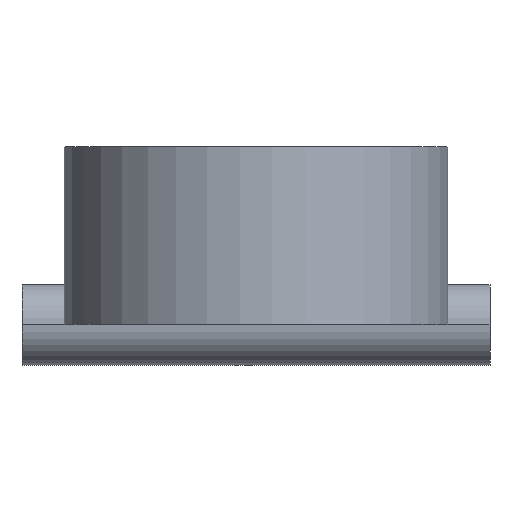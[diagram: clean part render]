
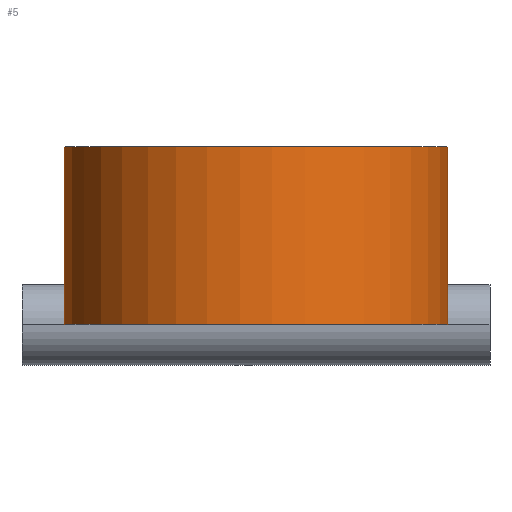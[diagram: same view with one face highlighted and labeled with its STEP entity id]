
A CAD part, top view. The second image highlights one B-rep face of the part: STEP entity #5.
In plain terms, the highlighted cylindrical face has radius 11.897 mm (diameter 23.794 mm), a partial arc.
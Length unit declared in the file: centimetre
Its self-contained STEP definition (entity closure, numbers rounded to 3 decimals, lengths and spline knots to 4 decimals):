
#5 = ADVANCED_FACE ( 'NONE', ( #380 ), #52, .T. ) ;
#6 = AXIS2_PLACEMENT_3D ( 'NONE', #78, #318, #145 ) ;
#17 = DIRECTION ( 'NONE',  ( 0., -1., 0. ) ) ;
#31 = VERTEX_POINT ( 'NONE', #353 ) ;
#37 = DIRECTION ( 'NONE',  ( 0., 0., 1. ) ) ;
#40 = CARTESIAN_POINT ( 'NONE',  ( 1., 1.1, 0.9182 ) ) ;
#43 = CARTESIAN_POINT ( 'NONE',  ( -1., 1.1, 0.9182 ) ) ;
#44 = EDGE_CURVE ( 'NONE', #221, #31, #72, .T. ) ;
#52 = CYLINDRICAL_SURFACE ( 'NONE', #6, 1.1897 ) ;
#62 = AXIS2_PLACEMENT_3D ( 'NONE', #118, #178, #89 ) ;
#66 = EDGE_CURVE ( 'NONE', #31, #209, #190, .T. ) ;
#67 = VECTOR ( 'NONE', #138, 100. ) ;
#69 = EDGE_CURVE ( 'NONE', #204, #209, #226, .T. ) ;
#72 = LINE ( 'NONE', #43, #241 ) ;
#78 = CARTESIAN_POINT ( 'NONE',  ( 0., 1.1, 1.5628 ) ) ;
#82 = ORIENTED_EDGE ( 'NONE', *, *, #44, .T. ) ;
#89 = DIRECTION ( 'NONE',  ( 0., 0., 1. ) ) ;
#95 = ORIENTED_EDGE ( 'NONE', *, *, #217, .F. ) ;
#118 = CARTESIAN_POINT ( 'NONE',  ( 0., 1.1, 1.5628 ) ) ;
#135 = CARTESIAN_POINT ( 'NONE',  ( 0., 0., 1.5628 ) ) ;
#138 = DIRECTION ( 'NONE',  ( 0., -1., 0. ) ) ;
#142 = CARTESIAN_POINT ( 'NONE',  ( -1., 1.1, 0.9182 ) ) ;
#145 = DIRECTION ( 'NONE',  ( 0., 0., -1. ) ) ;
#178 = DIRECTION ( 'NONE',  ( 0., 1., 0. ) ) ;
#182 = ORIENTED_EDGE ( 'NONE', *, *, #69, .F. ) ;
#190 = CIRCLE ( 'NONE', #272, 1.1897 ) ;
#204 = VERTEX_POINT ( 'NONE', #324 ) ;
#209 = VERTEX_POINT ( 'NONE', #269 ) ;
#217 = EDGE_CURVE ( 'NONE', #221, #204, #316, .T. ) ;
#221 = VERTEX_POINT ( 'NONE', #142 ) ;
#226 = LINE ( 'NONE', #40, #67 ) ;
#229 = ORIENTED_EDGE ( 'NONE', *, *, #66, .T. ) ;
#241 = VECTOR ( 'NONE', #17, 100. ) ;
#269 = CARTESIAN_POINT ( 'NONE',  ( 1., 0., 0.9182 ) ) ;
#270 = EDGE_LOOP ( 'NONE', ( #229, #182, #95, #82 ) ) ;
#272 = AXIS2_PLACEMENT_3D ( 'NONE', #135, #342, #37 ) ;
#316 = CIRCLE ( 'NONE', #62, 1.1897 ) ;
#318 = DIRECTION ( 'NONE',  ( 0., -1., 0. ) ) ;
#324 = CARTESIAN_POINT ( 'NONE',  ( 1., 1.1, 0.9182 ) ) ;
#342 = DIRECTION ( 'NONE',  ( 0., 1., 0. ) ) ;
#353 = CARTESIAN_POINT ( 'NONE',  ( -1., 0., 0.9182 ) ) ;
#380 = FACE_OUTER_BOUND ( 'NONE', #270, .T. ) ;
